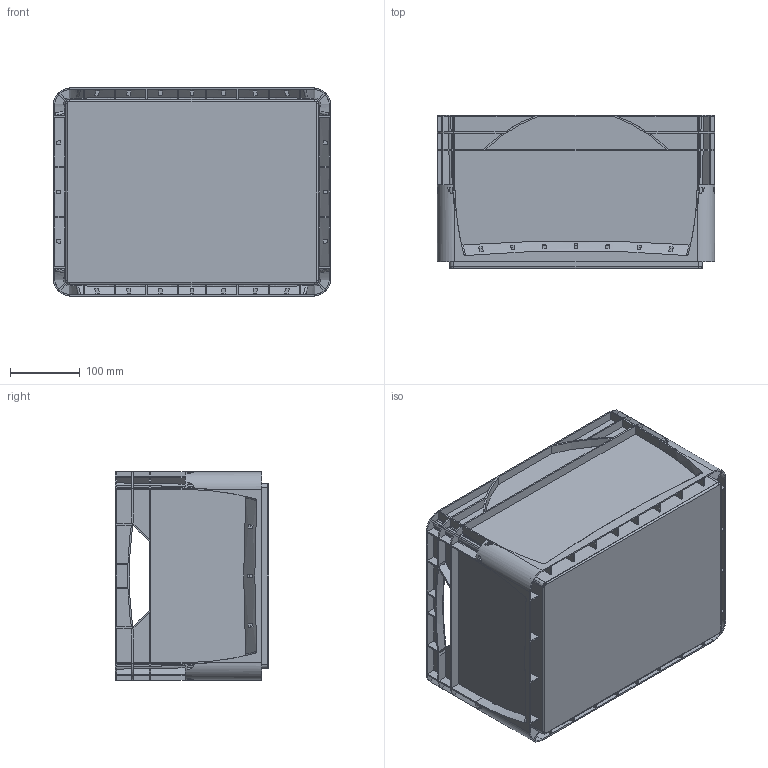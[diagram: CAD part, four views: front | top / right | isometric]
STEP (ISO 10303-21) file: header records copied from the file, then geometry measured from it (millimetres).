
FILE_DESCRIPTION (( 'STEP AP214' ), '1' );
FILE_NAME ('EB40x30x22.STEP', '2023-04-11T17:16:19', ( '' ), ( '' ), 'SwSTEP 2.0', 'SolidWorks 2022', '' );
FILE_SCHEMA (( 'AUTOMOTIVE_DESIGN' ));
Length unit declared in the file: millimetre
Products named in the file (1): EB40x30x22
Bounding box: 397.5 x 220 x 298 mm (x, y, z)
Volume: 889803.2 mm3; surface area: 1016913.7 mm2
Topology: 1 solids, 1 shells, 736 faces, 2065 edges, 1345 vertices
Faces by surface type: plane 442, bspline 154, cylinder 140
Entity records: 28908 total; most frequent: CARTESIAN_POINT 12019, ORIENTED_EDGE 4130, DIRECTION 2640, EDGE_CURVE 2065, VERTEX_POINT 1345, LINE 1052, VECTOR 1052, EDGE_LOOP 818
